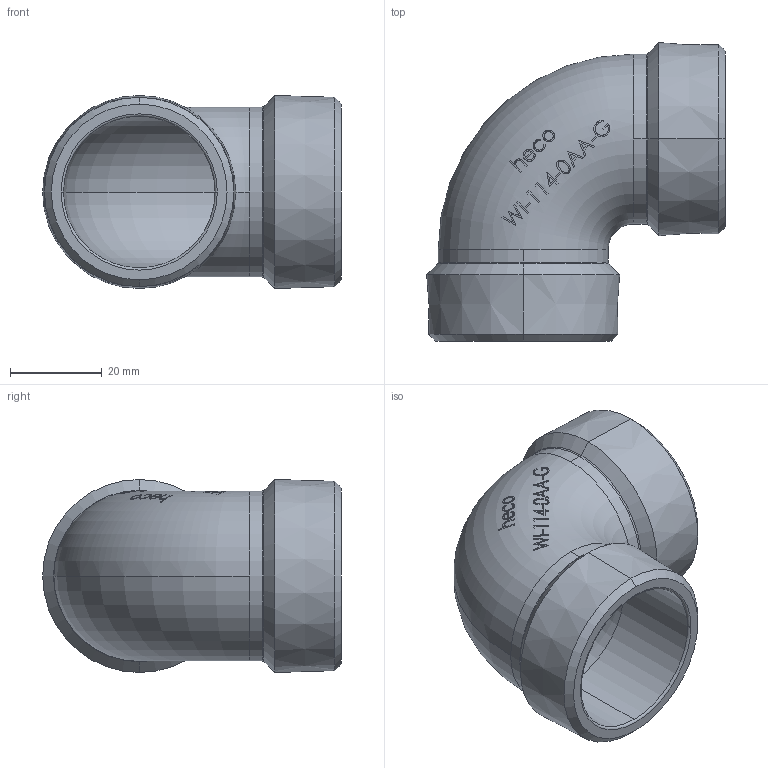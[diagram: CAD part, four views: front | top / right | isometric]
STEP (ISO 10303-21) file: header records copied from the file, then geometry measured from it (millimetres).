
FILE_DESCRIPTION (( 'STEP AP214' ), '1' );
FILE_NAME ('WI-114-0AA-G Winkel.STEP', '2018-06-12T12:50:08', ( '' ), ( '' ), 'SwSTEP 2.0', 'SolidWorks 2016', '' );
FILE_SCHEMA (( 'AUTOMOTIVE_DESIGN' ));
Length unit declared in the file: millimetre
Products named in the file (1): WI-114-0AA-G Winkel
Bounding box: 65.01 x 65.01 x 42.02 mm (x, y, z)
Volume: 25745.8 mm3; surface area: 18487.4 mm2
Topology: 1 solids, 1 shells, 205 faces, 529 edges, 348 vertices
Faces by surface type: plane 95, bspline 53, torus 34, cone 12, cylinder 11
Entity records: 11257 total; most frequent: CARTESIAN_POINT 5089, ORIENTED_EDGE 1058, DIRECTION 599, EDGE_CURVE 529, VERTEX_POINT 348, B_SPLINE_CURVE_WITH_KNOTS 298, EDGE_LOOP 229, AXIS2_PLACEMENT_3D 215
